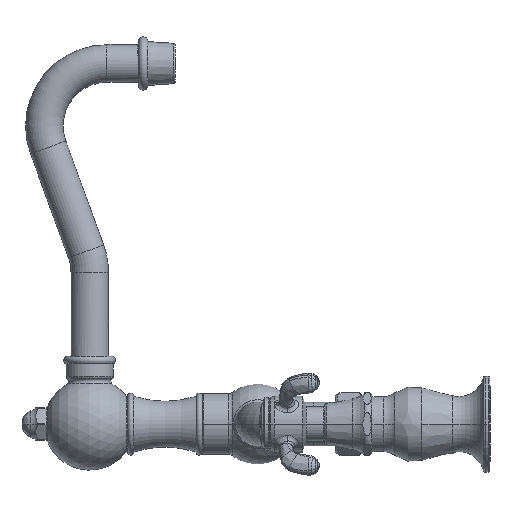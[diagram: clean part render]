
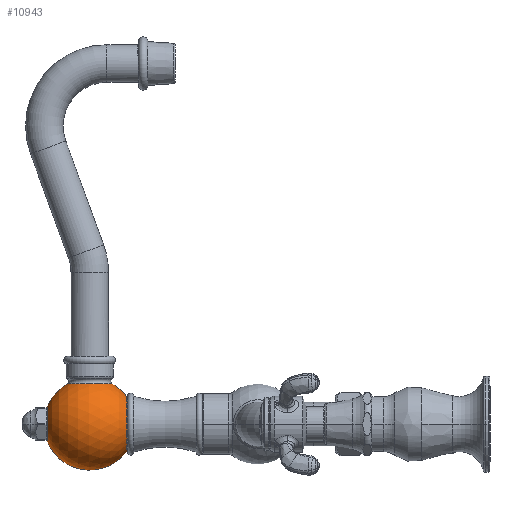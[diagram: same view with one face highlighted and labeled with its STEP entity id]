
A CAD part, left-side view. The second image highlights one B-rep face of the part: STEP entity #10943.
In plain terms, the highlighted spherical face has radius 23.368 mm.
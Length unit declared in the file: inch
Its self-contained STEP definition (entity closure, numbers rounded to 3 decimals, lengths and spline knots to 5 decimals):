
#10741=CARTESIAN_POINT('',(0.,2.25377,0.));
#10742=DIRECTION('',(-1.,0.,0.));
#10743=DIRECTION('',(0.,-0.805,0.593));
#10744=AXIS2_PLACEMENT_3D('',#10741,#10742,#10743);
#10746=CARTESIAN_POINT('',(0.,1.513,0.));
#10747=DIRECTION('',(0.,-1.,0.));
#10748=DIRECTION('',(0.,0.,1.));
#10749=AXIS2_PLACEMENT_3D('',#10746,#10747,#10748);
#10751=CARTESIAN_POINT('',(0.,2.25377,0.));
#10752=DIRECTION('',(1.,0.,0.));
#10753=DIRECTION('',(0.,-0.805,-0.593));
#10754=AXIS2_PLACEMENT_3D('',#10751,#10752,#10753);
#10756=CARTESIAN_POINT('',(0.,3.111,0.));
#10757=DIRECTION('',(0.,1.,0.));
#10758=DIRECTION('',(0.,0.,-1.));
#10759=AXIS2_PLACEMENT_3D('',#10756,#10757,#10758);
#10761=CARTESIAN_POINT('',(0.,2.25377,0.));
#10762=DIRECTION('',(-1.,0.,0.));
#10763=DIRECTION('',(0.,0.477,0.879));
#10764=AXIS2_PLACEMENT_3D('',#10761,#10762,#10763);
#10766=CARTESIAN_POINT('',(0.,2.693,0.80838));
#10767=CARTESIAN_POINT('',(-0.02294,2.69295,
0.8084));
#10768=CARTESIAN_POINT('',(-0.06775,2.68953,
0.80837));
#10769=CARTESIAN_POINT('',(-0.13431,2.67373,
0.8084));
#10770=CARTESIAN_POINT('',(-0.19605,2.6486,
0.80841));
#10771=CARTESIAN_POINT('',(-0.25311,2.61466,
0.80844));
#10772=CARTESIAN_POINT('',(-0.30464,2.57234,
0.80845));
#10773=CARTESIAN_POINT('',(-0.35004,2.5218,
0.80849));
#10774=CARTESIAN_POINT('',(-0.3886,2.46185,
0.80858));
#10775=CARTESIAN_POINT('',(-0.40752,2.41871,
0.80849));
#10776=CARTESIAN_POINT('',(-0.41534,2.39603,
0.80846));
#10778=CARTESIAN_POINT('',(-0.41534,2.39603,
0.80846));
#10779=CARTESIAN_POINT('',(-0.42221,2.37595,
0.80846));
#10780=CARTESIAN_POINT('',(-0.43277,2.33474,
0.80867));
#10781=CARTESIAN_POINT('',(-0.44002,2.27055,
0.80864));
#10782=CARTESIAN_POINT('',(-0.43758,2.20545,
0.8087));
#10783=CARTESIAN_POINT('',(-0.42568,2.14182,
0.80874));
#10784=CARTESIAN_POINT('',(-0.40455,2.08048,
0.80878));
#10785=CARTESIAN_POINT('',(-0.37428,2.02228,
0.80882));
#10786=CARTESIAN_POINT('',(-0.33504,1.96847,
0.80885));
#10787=CARTESIAN_POINT('',(-0.28849,1.92172,
0.80888));
#10788=CARTESIAN_POINT('',(-0.23866,1.8845,
0.8089));
#10789=CARTESIAN_POINT('',(-0.18466,1.85469,
0.80892));
#10790=CARTESIAN_POINT('',(-0.12448,1.83196,
0.80894));
#10791=CARTESIAN_POINT('',(-0.0617,1.81844,
0.80895));
#10792=CARTESIAN_POINT('',(-0.02068,1.81559,
0.80895));
#10793=CARTESIAN_POINT('',(0.,1.81559,0.80895));
#10873=CARTESIAN_POINT('',(0.,1.513,-0.54558));
#10874=CARTESIAN_POINT('',(0.,3.111,-0.334));
#10875=VERTEX_POINT('',#10873);
#10876=VERTEX_POINT('',#10874);
#10877=CARTESIAN_POINT('',(0.,1.513,0.54558));
#10878=VERTEX_POINT('',#10877);
#10879=CARTESIAN_POINT('',(0.,3.111,0.334));
#10880=VERTEX_POINT('',#10879);
#10893=CARTESIAN_POINT('',(0.,1.81559,0.80895));
#10894=VERTEX_POINT('',#10893);
#10895=CARTESIAN_POINT('',(0.,2.693,0.80838));
#10896=VERTEX_POINT('',#10895);
#10902=VERTEX_POINT('',#10776);
#10925=CARTESIAN_POINT('',(0.,2.25377,0.));
#10926=DIRECTION('',(0.,-1.,0.));
#10927=DIRECTION('',(0.,0.,1.));
#10928=AXIS2_PLACEMENT_3D('',#10925,#10926,#10927);
#10929=SPHERICAL_SURFACE('',#10928,0.92);
#10930=ORIENTED_EDGE('',*,*,#10908,.F.);
#10932=ORIENTED_EDGE('',*,*,#10931,.T.);
#10933=ORIENTED_EDGE('',*,*,#10918,.T.);
#10935=ORIENTED_EDGE('',*,*,#10934,.T.);
#10936=ORIENTED_EDGE('',*,*,#10914,.F.);
#10938=ORIENTED_EDGE('',*,*,#10937,.T.);
#10940=ORIENTED_EDGE('',*,*,#10939,.T.);
#10941=EDGE_LOOP('',(#10930,#10932,#10933,#10935,#10936,#10938,#10940));
#10942=FACE_OUTER_BOUND('',#10941,.F.);
#10943=ADVANCED_FACE('',(#10942),#10929,.T.);
#10745=CIRCLE('',#10744,0.92);
#10750=CIRCLE('',#10749,0.54558);
#10755=CIRCLE('',#10754,0.92);
#10760=CIRCLE('',#10759,0.334);
#10765=CIRCLE('',#10764,0.92);
#10777=B_SPLINE_CURVE_WITH_KNOTS('',3,(#10766,#10767,#10768,#10769,#10770,
#10771,#10772,#10773,#10774,#10775,#10776),.UNSPECIFIED.,.F.,.F.,(4,1,1,1,1,1,1,
1,4),(0.,0.125,0.25,0.375,0.5,0.625,0.75,0.875,1.),
.UNSPECIFIED.);
#10794=B_SPLINE_CURVE_WITH_KNOTS('',3,(#10778,#10779,#10780,#10781,#10782,
#10783,#10784,#10785,#10786,#10787,#10788,#10789,#10790,#10791,#10792,#10793),
.UNSPECIFIED.,.F.,.F.,(4,1,1,1,1,1,1,1,1,1,1,1,1,4),(0.,0.07692,
0.15385,0.23077,0.30769,0.38462,
0.46154,0.53846,0.61538,0.69231,
0.76923,0.84615,0.92308,1.),.UNSPECIFIED.);
#10908=EDGE_CURVE('',#10878,#10894,#10745,.T.);
#10914=EDGE_CURVE('',#10896,#10880,#10765,.T.);
#10918=EDGE_CURVE('',#10875,#10876,#10755,.T.);
#10931=EDGE_CURVE('',#10878,#10875,#10750,.T.);
#10934=EDGE_CURVE('',#10876,#10880,#10760,.T.);
#10937=EDGE_CURVE('',#10896,#10902,#10777,.T.);
#10939=EDGE_CURVE('',#10902,#10894,#10794,.T.);
